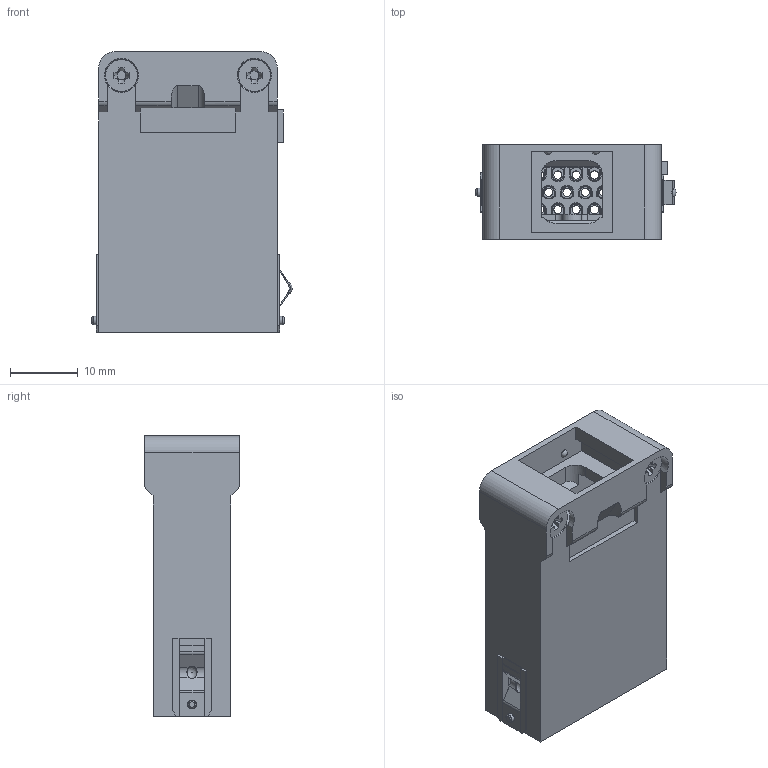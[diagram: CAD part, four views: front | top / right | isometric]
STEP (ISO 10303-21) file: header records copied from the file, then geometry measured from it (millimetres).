
FILE_DESCRIPTION(/* description */ (''),/* implementation_level */ '2;1');
FILE_NAME(/* name */ '100508791ugm000_d.stp',/* time_stamp */ '2018-04-19T13:02:47+02:00',/* author */ (''),/* organization */ (''),/* preprocessor_version */ 'ST-DEVELOPER v16',/* originating_system */ 'SIEMENS PLM Software NX 10.0',/* authorisation */ '');
FILE_SCHEMA (('AUTOMOTIVE_DESIGN { 1 0 10303 214 3 1 1 1 }'));
Length unit declared in the file: millimetre
Products named in the file (1): 100508791ugm000_d
Bounding box: 29.55 x 13.9 x 41.4 mm (x, y, z)
Volume: 6536.3 mm3; surface area: 7750.1 mm2
Topology: 1 solids, 1 shells, 1073 faces, 3130 edges, 2136 vertices
Faces by surface type: plane 684, cylinder 258, extrusion 115, sphere 6, cone 6, revolution 4
Full cylindrical faces by diameter (mm): 1.2 x20, 1.25 x2, 1.3 x2, 2.3 x20, 5 x2
Entity records: 43602 total; most frequent: CARTESIAN_POINT 7705, ORIENTED_EDGE 6100, DIRECTION 5446, EDGE_CURVE 3050, VECTOR 2204, VERTEX_POINT 2091, LINE 2089, AXIS2_PLACEMENT_3D 1619
